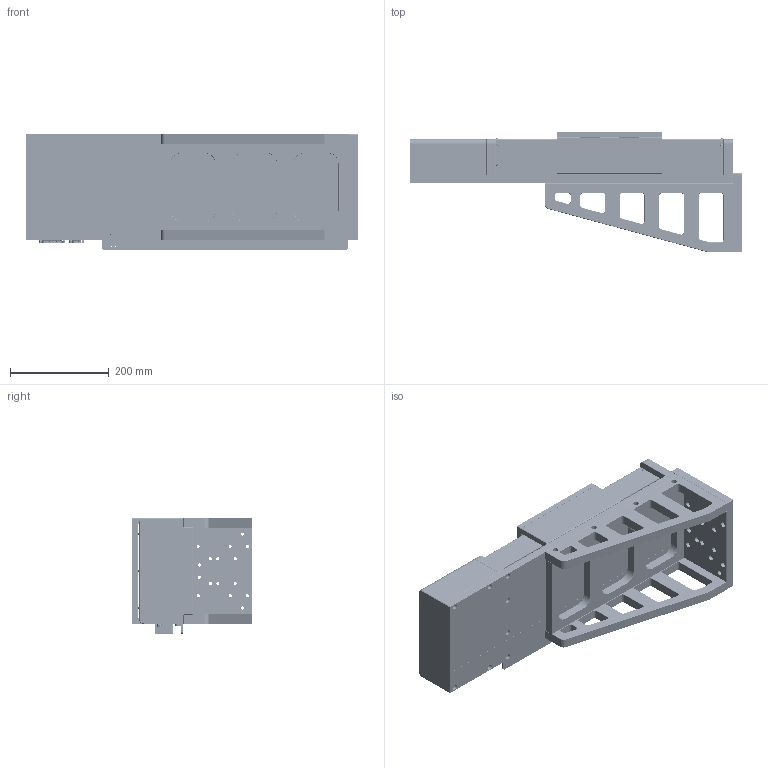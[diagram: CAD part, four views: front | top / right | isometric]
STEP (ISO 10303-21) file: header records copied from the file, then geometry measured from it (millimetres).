
FILE_DESCRIPTION (( 'STEP AP214' ), '1' );
FILE_NAME ('FMSZ215S-200-AĿ¼ͼ.STEP', '2022-12-07T13:49:55', ( '' ), ( '' ), 'SwSTEP 2.0', 'SolidWorks 2017', '' );
FILE_SCHEMA (( 'AUTOMOTIVE_DESIGN' ));
Length unit declared in the file: millimetre
Products named in the file (1): FMSZ215S-200-AĿ¼ͼ
Bounding box: 674 x 245 x 235 mm (x, y, z)
Surface area: 1912854.9 mm2 (no closed solid volume)
Topology: 0 solids, 57 shells, 5835 faces, 13994 edges, 8568 vertices
Faces by surface type: cylinder 2384, plane 2300, cone 465, torus 381, sphere 171, bspline 134
Entity records: 246300 total; most frequent: CARTESIAN_POINT 46044, DIRECTION 29002, ORIENTED_EDGE 27432, EDGE_CURVE 13720, AXIS2_PLACEMENT_3D 10863, VERTEX_POINT 8513, LINE 7276, VECTOR 7276
